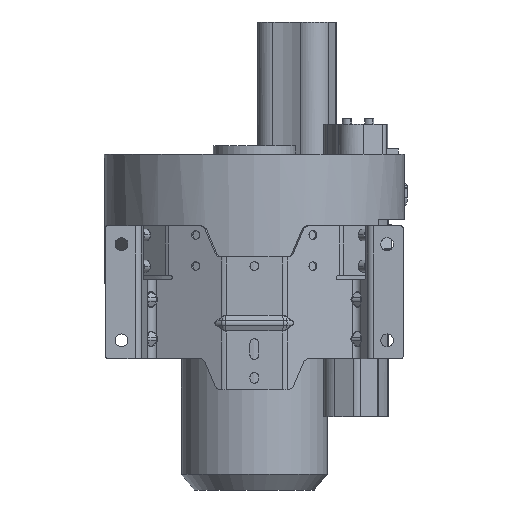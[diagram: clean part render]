
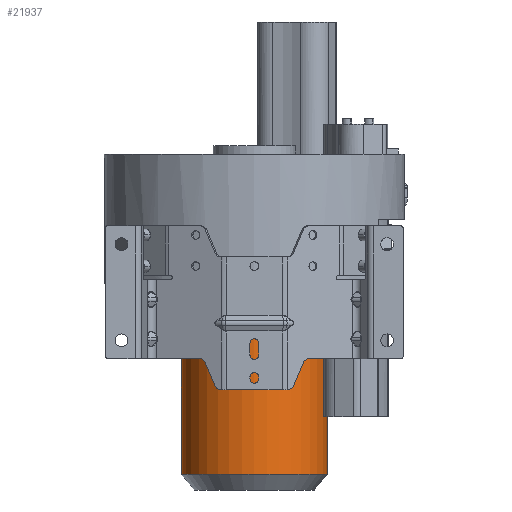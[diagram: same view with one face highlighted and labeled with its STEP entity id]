
A CAD part, front view. The second image highlights one B-rep face of the part: STEP entity #21937.
In plain terms, the highlighted cylindrical face has radius 79.5 mm (diameter 159 mm), a partial arc.
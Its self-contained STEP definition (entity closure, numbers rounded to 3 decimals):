
#476=CARTESIAN_POINT('',(0.,0.,-104.));
#477=DIRECTION('',(0.,0.,-1.));
#478=DIRECTION('',(1.,0.,0.));
#479=AXIS2_PLACEMENT_3D('',#476,#477,#478);
#8115=DIRECTION('',(0.,0.,-1.));
#8116=VECTOR('',#8115,208.5);
#8117=CARTESIAN_POINT('',(-79.5,0.,-104.));
#8118=LINE('',#8117,#8116);
#8172=CARTESIAN_POINT('',(0.,0.,
-312.5));
#8173=DIRECTION('',(0.,0.,-1.));
#8174=DIRECTION('',(1.,0.,0.));
#8175=AXIS2_PLACEMENT_3D('',#8172,#8173,#8174);
#8177=DIRECTION('',(0.,0.,-1.));
#8178=VECTOR('',#8177,208.5);
#8179=CARTESIAN_POINT('',(79.5,0.,-104.));
#8180=LINE('',#8179,#8178);
#10501=CARTESIAN_POINT('',(-79.5,0.,-104.));
#10502=CARTESIAN_POINT('',(79.5,0.,-104.));
#10503=VERTEX_POINT('',#10501);
#10504=VERTEX_POINT('',#10502);
#10522=CARTESIAN_POINT('',(79.5,0.,-312.5));
#10523=CARTESIAN_POINT('',(-79.5,0.,-312.5));
#10524=VERTEX_POINT('',#10522);
#10525=VERTEX_POINT('',#10523);
#21926=CARTESIAN_POINT('',(0.,0.,-104.));
#21927=DIRECTION('',(0.,0.,-1.));
#21928=DIRECTION('',(-1.,0.,0.));
#21929=AXIS2_PLACEMENT_3D('',#21926,#21927,#21928);
#21930=CYLINDRICAL_SURFACE('',#21929,79.5);
#21931=ORIENTED_EDGE('',*,*,#21920,.T.);
#21932=ORIENTED_EDGE('',*,*,#21804,.F.);
#21933=ORIENTED_EDGE('',*,*,#11154,.F.);
#21934=ORIENTED_EDGE('',*,*,#21801,.T.);
#21935=EDGE_LOOP('',(#21931,#21932,#21933,#21934));
#21936=FACE_OUTER_BOUND('',#21935,.F.);
#21937=ADVANCED_FACE('',(#21936),#21930,.T.);
#480=CIRCLE('',#479,79.5);
#8176=CIRCLE('',#8175,79.5);
#11154=EDGE_CURVE('',#10504,#10503,#480,.T.);
#21801=EDGE_CURVE('',#10504,#10524,#8180,.T.);
#21804=EDGE_CURVE('',#10503,#10525,#8118,.T.);
#21920=EDGE_CURVE('',#10524,#10525,#8176,.T.);
